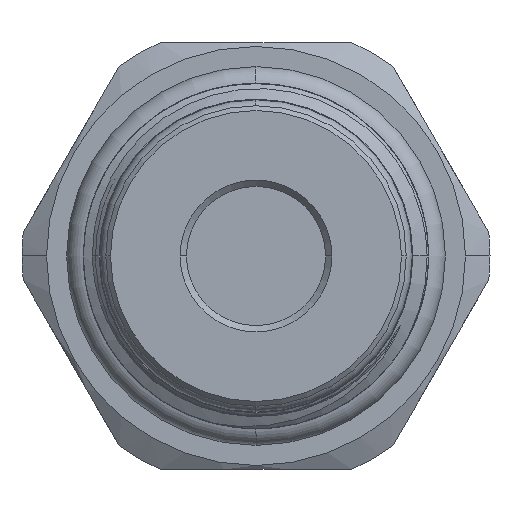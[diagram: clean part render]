
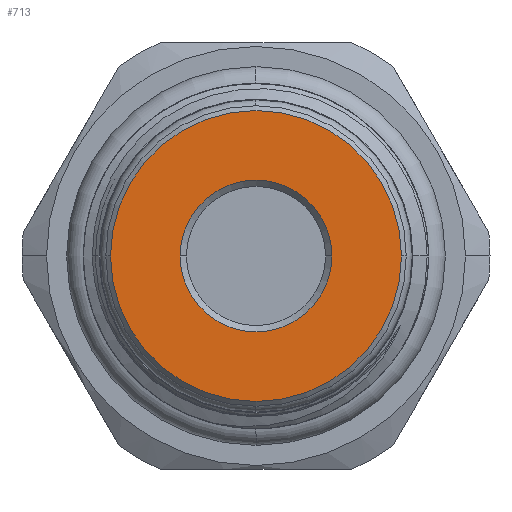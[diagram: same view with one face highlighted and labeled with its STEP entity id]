
A CAD part, left-side view. The second image highlights one B-rep face of the part: STEP entity #713.
In plain terms, the highlighted planar face has unit normal (-1, 0, 0).
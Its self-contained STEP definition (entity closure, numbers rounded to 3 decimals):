
#713 = ADVANCED_FACE ( 'NONE', ( #1130, #1138 ), #5742, .F. ) ;
#1130 = FACE_BOUND ( 'NONE', #10402, .T. ) ;
#1138 = FACE_OUTER_BOUND ( 'NONE', #10626, .T. ) ;
#1368 = CIRCLE ( 'NONE', #5183, 4.8 ) ;
#1413 = CIRCLE ( 'NONE', #5206, 9.2 ) ;
#1778 = CIRCLE ( 'NONE', #5360, 4.8 ) ;
#1779 = CIRCLE ( 'NONE', #5361, 9.2 ) ;
#5065 = AXIS2_PLACEMENT_3D ( 'NONE', #5739, #5744, #5745 ) ;
#5183 = AXIS2_PLACEMENT_3D ( 'NONE', #6948, #6949, #6950 ) ;
#5206 = AXIS2_PLACEMENT_3D ( 'NONE', #7173, #7174, #7175 ) ;
#5360 = AXIS2_PLACEMENT_3D ( 'NONE', #9014, #9015, #9016 ) ;
#5361 = AXIS2_PLACEMENT_3D ( 'NONE', #9018, #9019, #9020 ) ;
#5739 = CARTESIAN_POINT ( 'NONE',  ( -33.45, 0., 0. ) ) ;
#5742 = PLANE ( 'NONE',  #5065 ) ;
#5744 = DIRECTION ( 'NONE',  ( 1., 0., 0. ) ) ;
#5745 = DIRECTION ( 'NONE',  ( 0., -1., 0. ) ) ;
#6124 = CARTESIAN_POINT ( 'NONE',  ( -33.45, 4.8, 0. ) ) ;
#6158 = CARTESIAN_POINT ( 'NONE',  ( -33.45, -9.2, 0. ) ) ;
#6181 = CARTESIAN_POINT ( 'NONE',  ( -33.45, -4.8, 0. ) ) ;
#6286 = CARTESIAN_POINT ( 'NONE',  ( -33.45, 9.2, 0. ) ) ;
#6948 = CARTESIAN_POINT ( 'NONE',  ( -33.45, 0., 0. ) ) ;
#6949 = DIRECTION ( 'NONE',  ( 1., 0., 0. ) ) ;
#6950 = DIRECTION ( 'NONE',  ( 0., -1., 0. ) ) ;
#7173 = CARTESIAN_POINT ( 'NONE',  ( -33.45, 0., 0. ) ) ;
#7174 = DIRECTION ( 'NONE',  ( -1., 0., 0. ) ) ;
#7175 = DIRECTION ( 'NONE',  ( 0., -1., 0. ) ) ;
#9014 = CARTESIAN_POINT ( 'NONE',  ( -33.45, 0., 0. ) ) ;
#9015 = DIRECTION ( 'NONE',  ( 1., 0., 0. ) ) ;
#9016 = DIRECTION ( 'NONE',  ( 0., -1., 0. ) ) ;
#9018 = CARTESIAN_POINT ( 'NONE',  ( -33.45, 0., 0. ) ) ;
#9019 = DIRECTION ( 'NONE',  ( -1., 0., 0. ) ) ;
#9020 = DIRECTION ( 'NONE',  ( 0., -1., 0. ) ) ;
#10402 = EDGE_LOOP ( 'NONE', ( #11309, #11308 ) ) ;
#10422 = VERTEX_POINT ( 'NONE', #6124 ) ;
#10469 = VERTEX_POINT ( 'NONE', #6158 ) ;
#10545 = VERTEX_POINT ( 'NONE', #6181 ) ;
#10626 = EDGE_LOOP ( 'NONE', ( #11307, #11295 ) ) ;
#10777 = VERTEX_POINT ( 'NONE', #6286 ) ;
#11155 = EDGE_CURVE ( 'NONE', #10545, #10422, #1368, .T. ) ;
#11201 = EDGE_CURVE ( 'NONE', #10469, #10777, #1413, .T. ) ;
#11295 = ORIENTED_EDGE ( 'NONE', *, *, #11616, .T. ) ;
#11307 = ORIENTED_EDGE ( 'NONE', *, *, #11201, .T. ) ;
#11308 = ORIENTED_EDGE ( 'NONE', *, *, #11155, .T. ) ;
#11309 = ORIENTED_EDGE ( 'NONE', *, *, #11614, .T. ) ;
#11614 = EDGE_CURVE ( 'NONE', #10422, #10545, #1778, .T. ) ;
#11616 = EDGE_CURVE ( 'NONE', #10777, #10469, #1779, .T. ) ;
